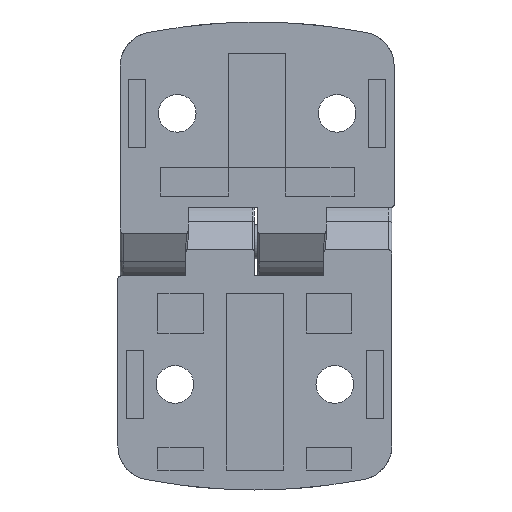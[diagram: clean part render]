
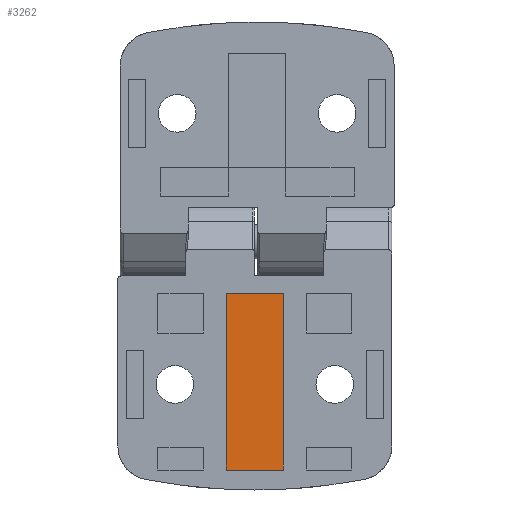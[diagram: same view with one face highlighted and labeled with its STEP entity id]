
A CAD part, front view. The second image highlights one B-rep face of the part: STEP entity #3262.
In plain terms, the highlighted planar face has unit normal (0, -1, 0).
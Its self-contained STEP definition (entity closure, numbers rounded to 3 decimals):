
#279 = VERTEX_POINT ( 'NONE', #2267 ) ;
#349 = ORIENTED_EDGE ( 'NONE', *, *, #6731, .T. ) ;
#483 = LINE ( 'NONE', #8436, #6190 ) ;
#625 = LINE ( 'NONE', #1910, #4213 ) ;
#637 = EDGE_CURVE ( 'NONE', #279, #6033, #1875, .T. ) ;
#1789 = CARTESIAN_POINT ( 'NONE',  ( 5., 1., -40. ) ) ;
#1806 = VERTEX_POINT ( 'NONE', #1789 ) ;
#1842 = PLANE ( 'NONE',  #7782 ) ;
#1875 = LINE ( 'NONE', #4017, #9251 ) ;
#1910 = CARTESIAN_POINT ( 'NONE',  ( 5., 1., -40. ) ) ;
#2267 = CARTESIAN_POINT ( 'NONE',  ( -5., 1., -9. ) ) ;
#2569 = DIRECTION ( 'NONE',  ( 0., 0., -1. ) ) ;
#2644 = DIRECTION ( 'NONE',  ( 0., 0., 1. ) ) ;
#2649 = EDGE_CURVE ( 'NONE', #1806, #3357, #625, .T. ) ;
#2781 = EDGE_LOOP ( 'NONE', ( #6024, #3860, #349, #8516 ) ) ;
#2826 = DIRECTION ( 'NONE',  ( -1., 0., 0. ) ) ;
#3262 = ADVANCED_FACE ( 'NONE', ( #4000 ), #1842, .T. ) ;
#3284 = VECTOR ( 'NONE', #2826, 1000. ) ;
#3357 = VERTEX_POINT ( 'NONE', #7676 ) ;
#3860 = ORIENTED_EDGE ( 'NONE', *, *, #2649, .T. ) ;
#4000 = FACE_OUTER_BOUND ( 'NONE', #2781, .T. ) ;
#4017 = CARTESIAN_POINT ( 'NONE',  ( -5., 1., -40. ) ) ;
#4171 = DIRECTION ( 'NONE',  ( 1., 0., 0. ) ) ;
#4213 = VECTOR ( 'NONE', #2644, 1000. ) ;
#4897 = CARTESIAN_POINT ( 'NONE',  ( -5., 1., -40. ) ) ;
#5388 = LINE ( 'NONE', #9217, #3284 ) ;
#6024 = ORIENTED_EDGE ( 'NONE', *, *, #8078, .T. ) ;
#6033 = VERTEX_POINT ( 'NONE', #4897 ) ;
#6131 = CARTESIAN_POINT ( 'NONE',  ( -5., 1., -40. ) ) ;
#6190 = VECTOR ( 'NONE', #4171, 1000. ) ;
#6731 = EDGE_CURVE ( 'NONE', #3357, #279, #5388, .T. ) ;
#6855 = DIRECTION ( 'NONE',  ( 0., -1., 0. ) ) ;
#7595 = DIRECTION ( 'NONE',  ( 0., 0., -1. ) ) ;
#7676 = CARTESIAN_POINT ( 'NONE',  ( 5., 1., -9. ) ) ;
#7782 = AXIS2_PLACEMENT_3D ( 'NONE', #6131, #6855, #2569 ) ;
#8078 = EDGE_CURVE ( 'NONE', #6033, #1806, #483, .T. ) ;
#8436 = CARTESIAN_POINT ( 'NONE',  ( -5., 1., -40. ) ) ;
#8516 = ORIENTED_EDGE ( 'NONE', *, *, #637, .T. ) ;
#9217 = CARTESIAN_POINT ( 'NONE',  ( -5., 1., -9. ) ) ;
#9251 = VECTOR ( 'NONE', #7595, 1000. ) ;
